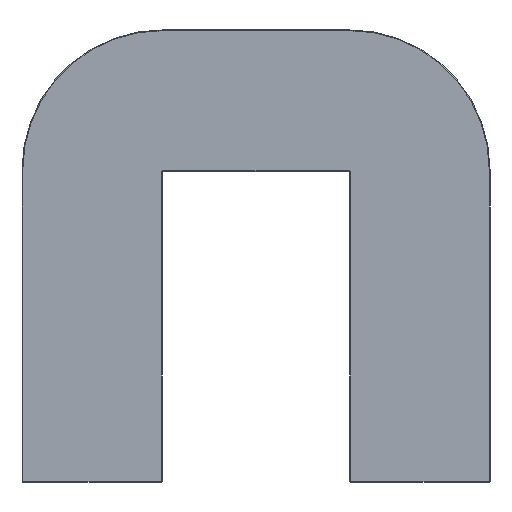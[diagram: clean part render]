
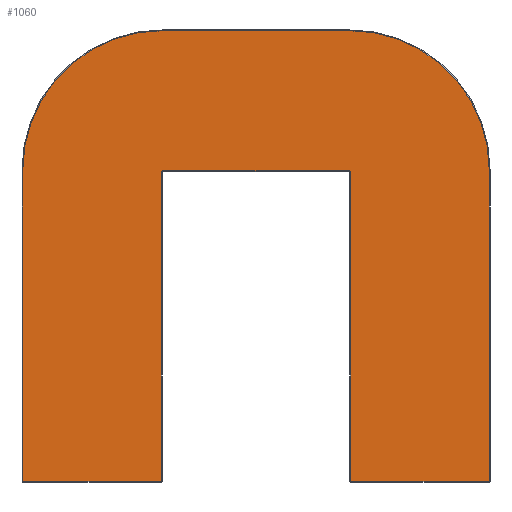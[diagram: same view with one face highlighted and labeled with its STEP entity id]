
A CAD part, front view. The second image highlights one B-rep face of the part: STEP entity #1060.
In plain terms, the highlighted planar face has unit normal (0, -1, 0).
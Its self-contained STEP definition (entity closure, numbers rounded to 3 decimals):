
#30 = LINE ( 'NONE', #577, #1132 ) ;
#37 = ORIENTED_EDGE ( 'NONE', *, *, #309, .T. ) ;
#43 = DIRECTION ( 'NONE',  ( 1., 0., 0. ) ) ;
#47 = ORIENTED_EDGE ( 'NONE', *, *, #592, .F. ) ;
#49 = CARTESIAN_POINT ( 'NONE',  ( -31.65, -17.5, 0. ) ) ;
#85 = CARTESIAN_POINT ( 'NONE',  ( -12.85, -17.5, 0. ) ) ;
#99 = ORIENTED_EDGE ( 'NONE', *, *, #1019, .T. ) ;
#110 = CIRCLE ( 'NONE', #458, 0.2 ) ;
#113 = ORIENTED_EDGE ( 'NONE', *, *, #742, .T. ) ;
#114 = AXIS2_PLACEMENT_3D ( 'NONE', #1314, #682, #362 ) ;
#117 = EDGE_CURVE ( 'NONE', #268, #757, #121, .T. ) ;
#121 = LINE ( 'NONE', #970, #1253 ) ;
#132 = ORIENTED_EDGE ( 'NONE', *, *, #361, .T. ) ;
#140 = CARTESIAN_POINT ( 'NONE',  ( -31.65, -17.5, -61.25 ) ) ;
#142 = CARTESIAN_POINT ( 'NONE',  ( -12.85, -17.5, -61.25 ) ) ;
#184 = CARTESIAN_POINT ( 'NONE',  ( 12.65, -17.5, -19.325 ) ) ;
#219 = VERTEX_POINT ( 'NONE', #142 ) ;
#262 = EDGE_CURVE ( 'NONE', #642, #359, #906, .T. ) ;
#268 = VERTEX_POINT ( 'NONE', #800 ) ;
#275 = CARTESIAN_POINT ( 'NONE',  ( 31.65, -17.5, -19. ) ) ;
#296 = DIRECTION ( 'NONE',  ( 0., 0., 1. ) ) ;
#307 = VERTEX_POINT ( 'NONE', #958 ) ;
#308 = DIRECTION ( 'NONE',  ( 0., 0., -1. ) ) ;
#309 = EDGE_CURVE ( 'NONE', #307, #642, #633, .T. ) ;
#310 = CARTESIAN_POINT ( 'NONE',  ( -31.65, -17.5, -19. ) ) ;
#315 = CARTESIAN_POINT ( 'NONE',  ( -12.75, -17.5, -19. ) ) ;
#328 = DIRECTION ( 'NONE',  ( -1., 0., 0. ) ) ;
#342 = VECTOR ( 'NONE', #43, 1000. ) ;
#359 = VERTEX_POINT ( 'NONE', #140 ) ;
#361 = EDGE_CURVE ( 'NONE', #1155, #1230, #570, .T. ) ;
#362 = DIRECTION ( 'NONE',  ( 0., 0., 1. ) ) ;
#458 = AXIS2_PLACEMENT_3D ( 'NONE', #184, #1125, #821 ) ;
#478 = EDGE_CURVE ( 'NONE', #219, #1254, #1030, .T. ) ;
#483 = AXIS2_PLACEMENT_3D ( 'NONE', #635, #1064, #1072 ) ;
#496 = VERTEX_POINT ( 'NONE', #822 ) ;
#501 = ORIENTED_EDGE ( 'NONE', *, *, #117, .T. ) ;
#506 = CARTESIAN_POINT ( 'NONE',  ( 31.65, -17.5, -19. ) ) ;
#539 = CARTESIAN_POINT ( 'NONE',  ( -12.75, -17.5, -0.1 ) ) ;
#549 = EDGE_LOOP ( 'NONE', ( #501, #113, #1168, #132, #618, #37, #626, #99, #898, #47, #1268, #828 ) ) ;
#570 = CIRCLE ( 'NONE', #114, 18.9 ) ;
#577 = CARTESIAN_POINT ( 'NONE',  ( 31.75, -17.5, -61.25 ) ) ;
#592 = EDGE_CURVE ( 'NONE', #934, #1254, #730, .T. ) ;
#597 = AXIS2_PLACEMENT_3D ( 'NONE', #315, #636, #1167 ) ;
#603 = LINE ( 'NONE', #1038, #723 ) ;
#614 = PLANE ( 'NONE',  #1189 ) ;
#618 = ORIENTED_EDGE ( 'NONE', *, *, #1270, .T. ) ;
#626 = ORIENTED_EDGE ( 'NONE', *, *, #262, .T. ) ;
#633 = CIRCLE ( 'NONE', #597, 18.9 ) ;
#635 = CARTESIAN_POINT ( 'NONE',  ( -12.65, -17.5, -19.325 ) ) ;
#636 = DIRECTION ( 'NONE',  ( 0., -1., 0. ) ) ;
#642 = VERTEX_POINT ( 'NONE', #310 ) ;
#675 = VERTEX_POINT ( 'NONE', #741 ) ;
#682 = DIRECTION ( 'NONE',  ( 0., -1., 0. ) ) ;
#706 = VECTOR ( 'NONE', #296, 1000. ) ;
#708 = VECTOR ( 'NONE', #816, 1000. ) ;
#723 = VECTOR ( 'NONE', #802, 1000. ) ;
#730 = CIRCLE ( 'NONE', #483, 0.2 ) ;
#741 = CARTESIAN_POINT ( 'NONE',  ( 31.65, -17.5, -61.25 ) ) ;
#742 = EDGE_CURVE ( 'NONE', #757, #675, #30, .T. ) ;
#756 = LINE ( 'NONE', #539, #909 ) ;
#757 = VERTEX_POINT ( 'NONE', #1200 ) ;
#761 = CARTESIAN_POINT ( 'NONE',  ( 12.75, -17.5, -0.1 ) ) ;
#800 = CARTESIAN_POINT ( 'NONE',  ( 12.85, -17.5, -19.325 ) ) ;
#802 = DIRECTION ( 'NONE',  ( 1., 0., 0. ) ) ;
#803 = CARTESIAN_POINT ( 'NONE',  ( -12.65, -17.5, -19.125 ) ) ;
#813 = DIRECTION ( 'NONE',  ( 0., 1., 0. ) ) ;
#816 = DIRECTION ( 'NONE',  ( 0., 0., 1. ) ) ;
#821 = DIRECTION ( 'NONE',  ( 0., 0., 1. ) ) ;
#822 = CARTESIAN_POINT ( 'NONE',  ( 12.65, -17.5, -19.125 ) ) ;
#828 = ORIENTED_EDGE ( 'NONE', *, *, #1096, .F. ) ;
#884 = VECTOR ( 'NONE', #1114, 1000. ) ;
#893 = DIRECTION ( 'NONE',  ( 1., 0., 0. ) ) ;
#898 = ORIENTED_EDGE ( 'NONE', *, *, #478, .T. ) ;
#906 = LINE ( 'NONE', #49, #884 ) ;
#909 = VECTOR ( 'NONE', #328, 1000. ) ;
#922 = CARTESIAN_POINT ( 'NONE',  ( 0., -17.5, 0. ) ) ;
#934 = VERTEX_POINT ( 'NONE', #803 ) ;
#958 = CARTESIAN_POINT ( 'NONE',  ( -12.75, -17.5, -0.1 ) ) ;
#970 = CARTESIAN_POINT ( 'NONE',  ( 12.85, -17.5, -61.35 ) ) ;
#984 = CARTESIAN_POINT ( 'NONE',  ( -12.85, -17.5, -19.325 ) ) ;
#1019 = EDGE_CURVE ( 'NONE', #359, #219, #1179, .T. ) ;
#1030 = LINE ( 'NONE', #85, #708 ) ;
#1038 = CARTESIAN_POINT ( 'NONE',  ( 12.75, -17.5, -19.125 ) ) ;
#1043 = DIRECTION ( 'NONE',  ( 0., 0., 1. ) ) ;
#1060 = ADVANCED_FACE ( 'NONE', ( #1244 ), #614, .F. ) ;
#1064 = DIRECTION ( 'NONE',  ( 0., -1., 0. ) ) ;
#1072 = DIRECTION ( 'NONE',  ( 0., 0., 1. ) ) ;
#1088 = EDGE_CURVE ( 'NONE', #675, #1155, #1135, .T. ) ;
#1096 = EDGE_CURVE ( 'NONE', #268, #496, #110, .T. ) ;
#1114 = DIRECTION ( 'NONE',  ( 0., 0., -1. ) ) ;
#1116 = CARTESIAN_POINT ( 'NONE',  ( 0., -17.5, -61.25 ) ) ;
#1125 = DIRECTION ( 'NONE',  ( 0., -1., 0. ) ) ;
#1128 = EDGE_CURVE ( 'NONE', #934, #496, #603, .T. ) ;
#1132 = VECTOR ( 'NONE', #893, 1000. ) ;
#1135 = LINE ( 'NONE', #275, #706 ) ;
#1155 = VERTEX_POINT ( 'NONE', #506 ) ;
#1167 = DIRECTION ( 'NONE',  ( 0., 0., 1. ) ) ;
#1168 = ORIENTED_EDGE ( 'NONE', *, *, #1088, .T. ) ;
#1179 = LINE ( 'NONE', #1116, #342 ) ;
#1189 = AXIS2_PLACEMENT_3D ( 'NONE', #922, #813, #1043 ) ;
#1200 = CARTESIAN_POINT ( 'NONE',  ( 12.85, -17.5, -61.25 ) ) ;
#1230 = VERTEX_POINT ( 'NONE', #761 ) ;
#1244 = FACE_OUTER_BOUND ( 'NONE', #549, .T. ) ;
#1253 = VECTOR ( 'NONE', #308, 1000. ) ;
#1254 = VERTEX_POINT ( 'NONE', #984 ) ;
#1268 = ORIENTED_EDGE ( 'NONE', *, *, #1128, .T. ) ;
#1270 = EDGE_CURVE ( 'NONE', #1230, #307, #756, .T. ) ;
#1314 = CARTESIAN_POINT ( 'NONE',  ( 12.75, -17.5, -19. ) ) ;
